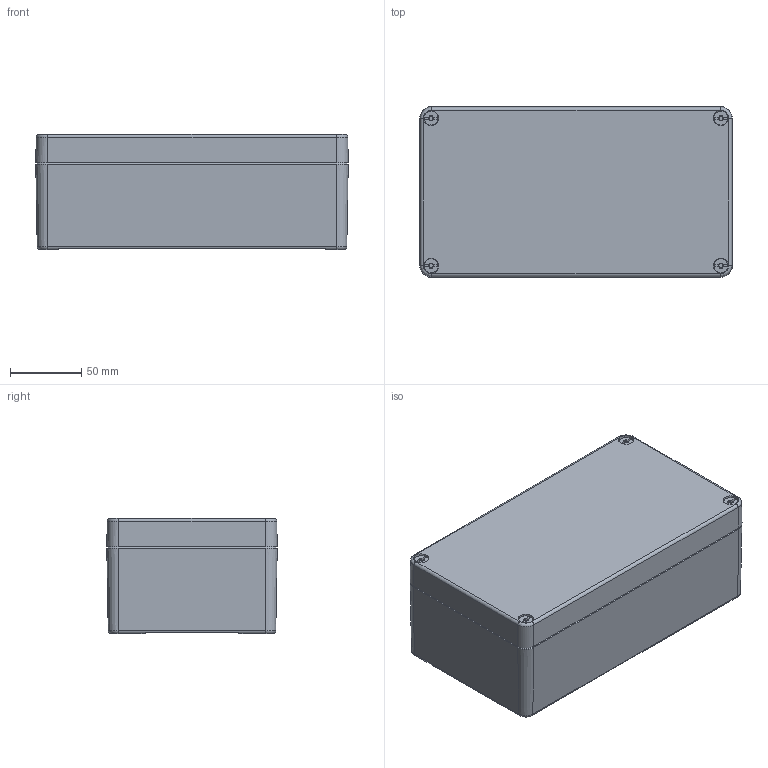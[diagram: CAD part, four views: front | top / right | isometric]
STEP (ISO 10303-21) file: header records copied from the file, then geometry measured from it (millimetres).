
FILE_DESCRIPTION(('CATIA V5R24 STEP','CAx-IF Rec.Pracs.--- Model Styling and Organization---1.2---2011-12-15'),'2;1');
FILE_NAME ('D1452827_0', '2018-03-02T07:36:39+00:00', ('Weidmueller Interface'), ('Weidmueller'), 'CATIA Version 5-6 Release 2014 SP4 HF52', 'CATIA V5 STEP AP214', 'none');
FILE_SCHEMA(('AUTOMOTIVE_DESIGN { 1 0 10303 214 1 1 1 1 }'));
Length unit declared in the file: millimetre
Products named in the file (1): K51_Zusammenbau
Bounding box: 220 x 120 x 81 mm (x, y, z)
Volume: 503732.6 mm3; surface area: 235706.4 mm2
Topology: 9 solids, 9 shells, 855 faces, 2094 edges, 1309 vertices
Faces by surface type: plane 328, cylinder 232, cone 178, torus 86, bspline 23, sphere 8
Entity records: 29160 total; most frequent: CARTESIAN_POINT 9648, ORIENTED_EDGE 4158, DIRECTION 3092, EDGE_CURVE 2079, AXIS2_PLACEMENT_3D 1475, VERTEX_POINT 1309, VECTOR 1000, LINE 1000
